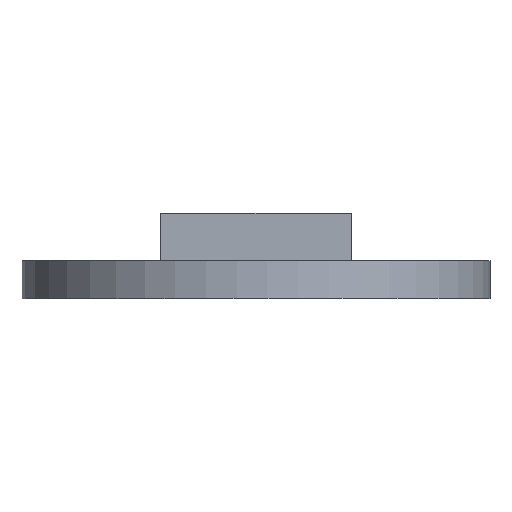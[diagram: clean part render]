
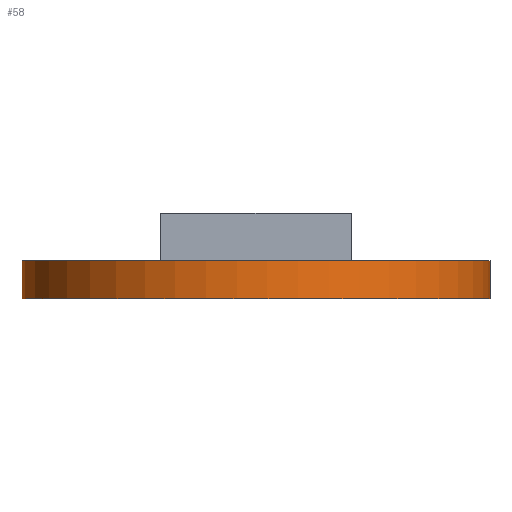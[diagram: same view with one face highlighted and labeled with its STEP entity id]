
A CAD part, left-side view. The second image highlights one B-rep face of the part: STEP entity #58.
In plain terms, the highlighted free-form (B-spline) face has degree [2, 1] with [5, 2] control points.
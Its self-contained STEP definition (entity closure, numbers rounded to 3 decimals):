
#58=ADVANCED_FACE('',(#85),#463,.T.);
#85=FACE_OUTER_BOUND('',#127,.T.);
#127=EDGE_LOOP('',(#239,#240,#241,#242));
#239=ORIENTED_EDGE('',*,*,#318,.T.);
#240=ORIENTED_EDGE('',*,*,#290,.T.);
#241=ORIENTED_EDGE('',*,*,#319,.F.);
#242=ORIENTED_EDGE('',*,*,#317,.F.);
#290=EDGE_CURVE('',#419,#420,#346,.T.);
#317=EDGE_CURVE('',#437,#438,#373,.T.);
#318=EDGE_CURVE('',#437,#419,#374,.T.);
#319=EDGE_CURVE('',#438,#420,#375,.T.);
#346=(
BOUNDED_CURVE()
B_SPLINE_CURVE(1,(#822,#823),.UNSPECIFIED.,.F.,.F.)
B_SPLINE_CURVE_WITH_KNOTS((2,2),(0.,2.),.UNSPECIFIED.)
CURVE()
GEOMETRIC_REPRESENTATION_ITEM()
RATIONAL_B_SPLINE_CURVE((1.,1.))
REPRESENTATION_ITEM('')
);
#373=(
BOUNDED_CURVE()
B_SPLINE_CURVE(1,(#927,#928),.UNSPECIFIED.,.F.,.F.)
B_SPLINE_CURVE_WITH_KNOTS((2,2),(0.,2.),.UNSPECIFIED.)
CURVE()
GEOMETRIC_REPRESENTATION_ITEM()
RATIONAL_B_SPLINE_CURVE((1.,1.))
REPRESENTATION_ITEM('')
);
#374=(
BOUNDED_CURVE()
B_SPLINE_CURVE(2,(#929,#930,#931,#932,#933),.UNSPECIFIED.,.F.,.F.)
B_SPLINE_CURVE_WITH_KNOTS((3,2,3),(39.27,58.905,78.54),
 .UNSPECIFIED.)
CURVE()
GEOMETRIC_REPRESENTATION_ITEM()
RATIONAL_B_SPLINE_CURVE((1.,0.707,1.,0.707,1.))
REPRESENTATION_ITEM('')
);
#375=(
BOUNDED_CURVE()
B_SPLINE_CURVE(2,(#934,#935,#936,#937,#938),.UNSPECIFIED.,.F.,.F.)
B_SPLINE_CURVE_WITH_KNOTS((3,2,3),(39.27,58.905,78.54),
 .UNSPECIFIED.)
CURVE()
GEOMETRIC_REPRESENTATION_ITEM()
RATIONAL_B_SPLINE_CURVE((1.,0.707,1.,0.707,1.))
REPRESENTATION_ITEM('')
);
#419=VERTEX_POINT('',#737);
#420=VERTEX_POINT('',#738);
#437=VERTEX_POINT('',#755);
#438=VERTEX_POINT('',#756);
#463=(
BOUNDED_SURFACE()
B_SPLINE_SURFACE(2,1,((#645,#646),(#647,#648),(#649,#650),(#651,#652),(#653,
#654)),.UNSPECIFIED.,.F.,.F.,.F.)
B_SPLINE_SURFACE_WITH_KNOTS((3,2,3),(2,2),(39.27,58.905,
78.54),(0.,2.),.UNSPECIFIED.)
GEOMETRIC_REPRESENTATION_ITEM()
RATIONAL_B_SPLINE_SURFACE(((1.,1.),(0.707,0.707),
(1.,1.),(0.707,0.707),(1.,1.)))
REPRESENTATION_ITEM('')
SURFACE()
);
#645=CARTESIAN_POINT('',(98.875,-32.956,1.3));
#646=CARTESIAN_POINT('',(98.875,-32.956,3.3));
#647=CARTESIAN_POINT('',(86.575,-32.956,1.3));
#648=CARTESIAN_POINT('',(86.575,-32.956,3.3));
#649=CARTESIAN_POINT('',(86.575,-45.256,1.3));
#650=CARTESIAN_POINT('',(86.575,-45.256,3.3));
#651=CARTESIAN_POINT('',(86.575,-57.556,1.3));
#652=CARTESIAN_POINT('',(86.575,-57.556,3.3));
#653=CARTESIAN_POINT('',(98.875,-57.556,1.3));
#654=CARTESIAN_POINT('',(98.875,-57.556,3.3));
#737=CARTESIAN_POINT('',(98.875,-57.556,1.3));
#738=CARTESIAN_POINT('',(98.875,-57.556,3.3));
#755=CARTESIAN_POINT('',(98.875,-32.956,1.3));
#756=CARTESIAN_POINT('',(98.875,-32.956,3.3));
#822=CARTESIAN_POINT('',(98.875,-57.556,1.3));
#823=CARTESIAN_POINT('',(98.875,-57.556,3.3));
#927=CARTESIAN_POINT('',(98.875,-32.956,1.3));
#928=CARTESIAN_POINT('',(98.875,-32.956,3.3));
#929=CARTESIAN_POINT('',(98.875,-32.956,1.3));
#930=CARTESIAN_POINT('',(86.575,-32.956,1.3));
#931=CARTESIAN_POINT('',(86.575,-45.256,1.3));
#932=CARTESIAN_POINT('',(86.575,-57.556,1.3));
#933=CARTESIAN_POINT('',(98.875,-57.556,1.3));
#934=CARTESIAN_POINT('',(98.875,-32.956,3.3));
#935=CARTESIAN_POINT('',(86.575,-32.956,3.3));
#936=CARTESIAN_POINT('',(86.575,-45.256,3.3));
#937=CARTESIAN_POINT('',(86.575,-57.556,3.3));
#938=CARTESIAN_POINT('',(98.875,-57.556,3.3));
